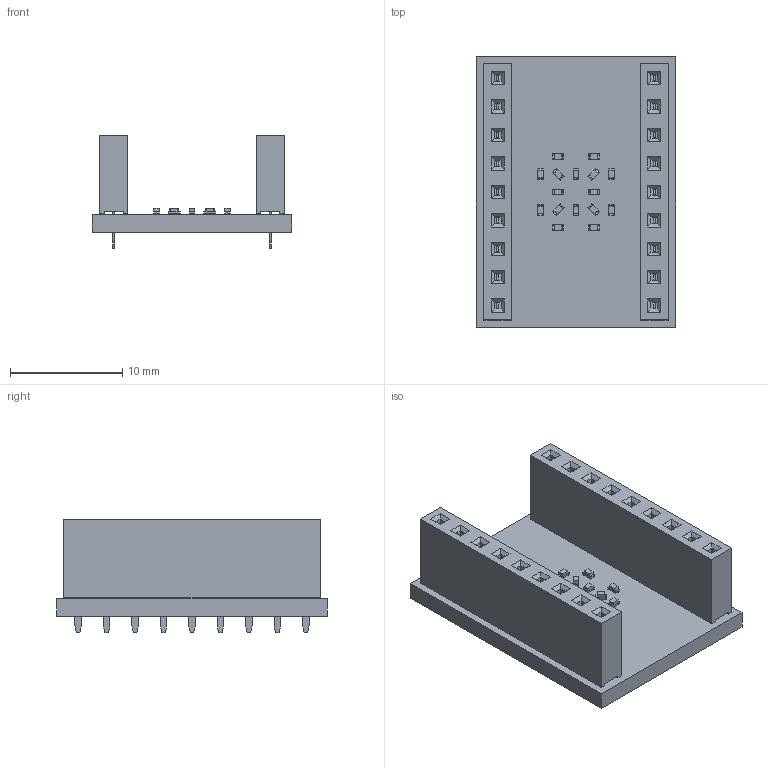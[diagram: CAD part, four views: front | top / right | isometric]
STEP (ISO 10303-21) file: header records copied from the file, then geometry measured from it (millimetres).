
FILE_DESCRIPTION(('KiCad electronic assembly'),'2;1');
FILE_NAME('ufc_v4_comm.step','2021-05-15T10:14:41',('An Author'),( 'A Company'),'Open CASCADE STEP processor 6.9', 'KiCad to STEP converter','Unknown');
FILE_SCHEMA(('AUTOMOTIVE_DESIGN { 1 0 10303 214 1 1 1 1 }'));
Length unit declared in the file: millimetre
Products named in the file (6): Open CASCADE STEP translator 6.9 1; LED_0402_1005Metric; SOLID; PinSocket_1x09_P2.54mm_Vertical; COMPOUND
Assembly tree (21 placements, depth 3):
  Open CASCADE STEP translator 6.9 1
    LED_0402_1005Metric  x16
      SOLID
    PinSocket_1x09_P2.54mm_Vertical  x2
      SOLID
    COMPOUND
Bounding box: 17.78 x 24.13 x 10.1 mm (x, y, z)
Volume: 1431.4 mm3; surface area: 2422.2 mm2
Topology: 19 solids, 19 shells, 1402 faces, 3682 edges, 2388 vertices
Faces by surface type: plane 1256, cylinder 146
Full cylindrical faces by diameter (mm): 1 x18
Entity records: 25834 total; most frequent: CARTESIAN_POINT 3876, DIRECTION 3643, LINE 2725, VECTOR 2725, ORIENTED_EDGE 1886, PCURVE 1886, DEFINITIONAL_REPRESENTATION 1886, EDGE_CURVE 943
